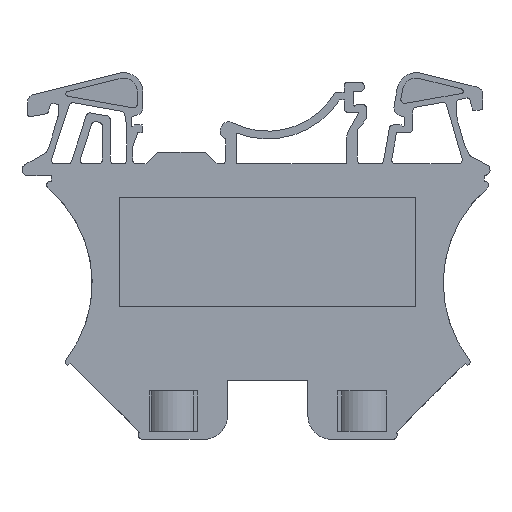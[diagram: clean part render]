
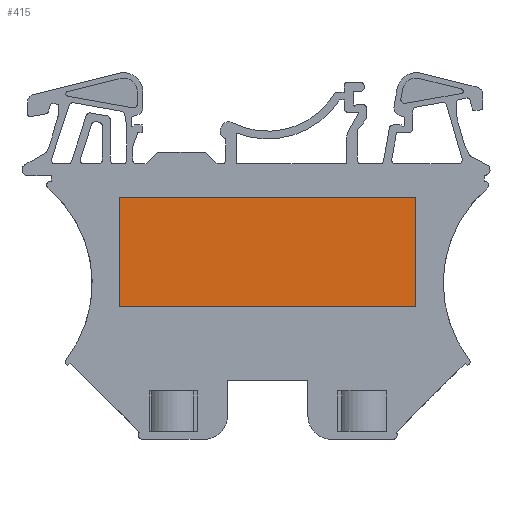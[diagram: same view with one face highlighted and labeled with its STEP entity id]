
A CAD part, front view. The second image highlights one B-rep face of the part: STEP entity #415.
In plain terms, the highlighted planar face has unit normal (0, -1, 0).
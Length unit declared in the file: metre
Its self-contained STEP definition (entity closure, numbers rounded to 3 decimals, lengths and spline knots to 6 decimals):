
#415 = ADVANCED_FACE( '', ( #1155 ), #1156, .T. );
#1155 = FACE_OUTER_BOUND( '', #1958, .T. );
#1156 = PLANE( '', #1959 );
#1958 = EDGE_LOOP( '', ( #4983, #4984, #4985, #4986 ) );
#1959 = AXIS2_PLACEMENT_3D( '', #4987, #4988, #4989 );
#4983 = ORIENTED_EDGE( '', *, *, #5918, .T. );
#4984 = ORIENTED_EDGE( '', *, *, #5914, .T. );
#4985 = ORIENTED_EDGE( '', *, *, #5917, .T. );
#4986 = ORIENTED_EDGE( '', *, *, #6214, .T. );
#4987 = CARTESIAN_POINT( '', ( -0.019, 0.055825, -0.003 ) );
#4988 = DIRECTION( '', ( 0., -1., 0. ) );
#4989 = DIRECTION( '', ( 0., 0., -1. ) );
#5914 = EDGE_CURVE( '', #7543, #7541, #7544, .T. );
#5917 = EDGE_CURVE( '', #7541, #7546, #7548, .T. );
#5918 = EDGE_CURVE( '', #7549, #7543, #7550, .T. );
#6214 = EDGE_CURVE( '', #7546, #7549, #7943, .T. );
#7541 = VERTEX_POINT( '', #9743 );
#7543 = VERTEX_POINT( '', #9746 );
#7544 = LINE( '', #9747, #9748 );
#7546 = VERTEX_POINT( '', #9751 );
#7548 = LINE( '', #9754, #9755 );
#7549 = VERTEX_POINT( '', #9756 );
#7550 = LINE( '', #9757, #9758 );
#7943 = LINE( '', #10408, #10409 );
#9743 = CARTESIAN_POINT( '', ( 0.019, 0.055825, -0.003 ) );
#9746 = CARTESIAN_POINT( '', ( -0.019, 0.055825, -0.003 ) );
#9747 = CARTESIAN_POINT( '', ( -0.019, 0.055825, -0.003 ) );
#9748 = VECTOR( '', #11646, 1. );
#9751 = CARTESIAN_POINT( '', ( 0.019, 0.055825, 0.011 ) );
#9754 = CARTESIAN_POINT( '', ( 0.019, 0.055825, -0.003 ) );
#9755 = VECTOR( '', #11649, 1. );
#9756 = CARTESIAN_POINT( '', ( -0.019, 0.055825, 0.011 ) );
#9757 = CARTESIAN_POINT( '', ( -0.019, 0.055825, 0.011 ) );
#9758 = VECTOR( '', #11650, 1. );
#10408 = CARTESIAN_POINT( '', ( 0.019, 0.055825, 0.011 ) );
#10409 = VECTOR( '', #12022, 1. );
#11646 = DIRECTION( '', ( 1., 0., 0. ) );
#11649 = DIRECTION( '', ( 0., 0., 1. ) );
#11650 = DIRECTION( '', ( 0., 0., -1. ) );
#12022 = DIRECTION( '', ( -1., 0., 0. ) );
